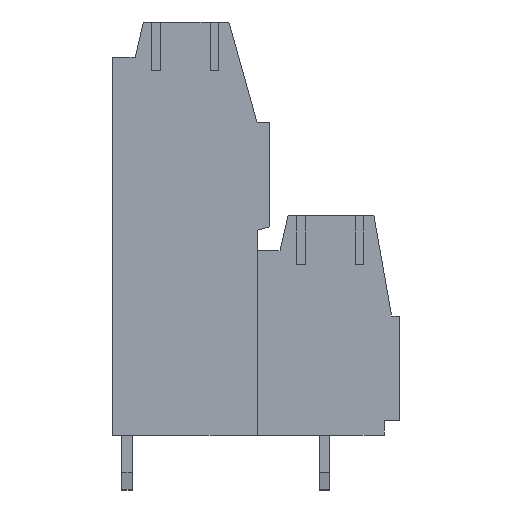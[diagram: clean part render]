
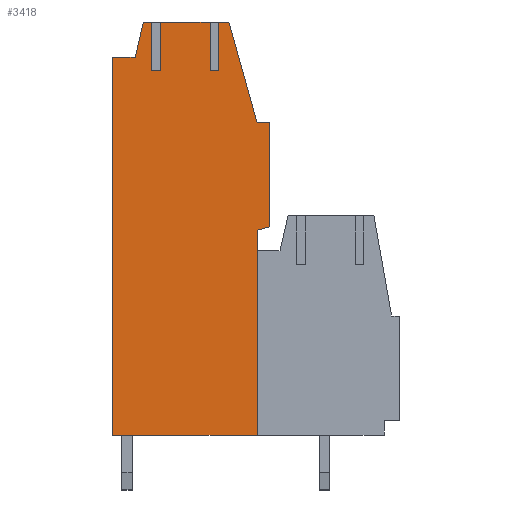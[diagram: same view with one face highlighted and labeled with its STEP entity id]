
A CAD part, left-side view. The second image highlights one B-rep face of the part: STEP entity #3418.
In plain terms, the highlighted planar face has unit normal (-1, 0, 0).
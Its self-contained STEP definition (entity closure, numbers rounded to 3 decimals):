
#3286=AXIS2_PLACEMENT_3D('Plane Axis2P3D',#3283,#3284,#3285) ;
#2426=CARTESIAN_POINT('Vertex',(0.,8.3,3.2)) ;
#2429=CARTESIAN_POINT('Line Origine',(0.,12.525,3.2)) ;
#2433=CARTESIAN_POINT('Vertex',(0.,16.75,3.2)) ;
#3034=CARTESIAN_POINT('Vertex',(0.,8.3,15.15)) ;
#3037=CARTESIAN_POINT('Line Origine',(0.,8.3,9.175)) ;
#3283=CARTESIAN_POINT('Axis2P3D Location',(0.,0.,0.)) ;
#3288=CARTESIAN_POINT('Line Origine',(0.,12.5,27.3)) ;
#3292=CARTESIAN_POINT('Vertex',(0.,11.05,27.3)) ;
#3294=CARTESIAN_POINT('Vertex',(0.,13.95,27.3)) ;
#3297=CARTESIAN_POINT('Line Origine',(0.,13.95,25.875)) ;
#3301=CARTESIAN_POINT('Vertex',(0.,13.95,24.45)) ;
#3304=CARTESIAN_POINT('Line Origine',(0.,14.2,24.45)) ;
#3308=CARTESIAN_POINT('Vertex',(0.,14.45,24.45)) ;
#3311=CARTESIAN_POINT('Line Origine',(0.,14.45,25.875)) ;
#3315=CARTESIAN_POINT('Vertex',(0.,14.45,27.3)) ;
#3318=CARTESIAN_POINT('Line Origine',(0.,14.7,27.3)) ;
#3322=CARTESIAN_POINT('Vertex',(0.,14.95,27.3)) ;
#3325=CARTESIAN_POINT('Line Origine',(0.,15.188,26.275)) ;
#3329=CARTESIAN_POINT('Vertex',(0.,15.425,25.25)) ;
#3332=CARTESIAN_POINT('Line Origine',(0.,16.088,25.25)) ;
#3336=CARTESIAN_POINT('Vertex',(0.,16.75,25.25)) ;
#3339=CARTESIAN_POINT('Line Origine',(0.,16.75,14.225)) ;
#3344=CARTESIAN_POINT('Line Origine',(0.,7.95,15.25)) ;
#3348=CARTESIAN_POINT('Vertex',(0.,7.6,15.35)) ;
#3351=CARTESIAN_POINT('Line Origine',(0.,7.6,18.4)) ;
#3355=CARTESIAN_POINT('Vertex',(0.,7.6,21.45)) ;
#3358=CARTESIAN_POINT('Line Origine',(0.,7.956,21.45)) ;
#3362=CARTESIAN_POINT('Vertex',(0.,8.311,21.45)) ;
#3365=CARTESIAN_POINT('Line Origine',(0.,9.131,24.375)) ;
#3369=CARTESIAN_POINT('Vertex',(0.,9.95,27.3)) ;
#3372=CARTESIAN_POINT('Line Origine',(0.,10.25,27.3)) ;
#3376=CARTESIAN_POINT('Vertex',(0.,10.55,27.3)) ;
#3379=CARTESIAN_POINT('Line Origine',(0.,10.55,25.875)) ;
#3383=CARTESIAN_POINT('Vertex',(0.,10.55,24.45)) ;
#3386=CARTESIAN_POINT('Line Origine',(0.,10.8,24.45)) ;
#3390=CARTESIAN_POINT('Vertex',(0.,11.05,24.45)) ;
#3393=CARTESIAN_POINT('Line Origine',(0.,11.05,25.875)) ;
#2430=DIRECTION('Vector Direction',(0.,1.,0.)) ;
#3038=DIRECTION('Vector Direction',(0.,0.,1.)) ;
#3284=DIRECTION('Axis2P3D Direction',(-1.,0.,0.)) ;
#3285=DIRECTION('Axis2P3D XDirection',(0.,0.,1.)) ;
#3289=DIRECTION('Vector Direction',(0.,-1.,0.)) ;
#3298=DIRECTION('Vector Direction',(0.,0.,1.)) ;
#3305=DIRECTION('Vector Direction',(0.,1.,0.)) ;
#3312=DIRECTION('Vector Direction',(0.,0.,1.)) ;
#3319=DIRECTION('Vector Direction',(0.,-1.,0.)) ;
#3326=DIRECTION('Vector Direction',(0.,-0.226,0.974)) ;
#3333=DIRECTION('Vector Direction',(0.,-1.,0.)) ;
#3340=DIRECTION('Vector Direction',(0.,0.,1.)) ;
#3345=DIRECTION('Vector Direction',(0.,0.962,-0.275)) ;
#3352=DIRECTION('Vector Direction',(0.,0.,-1.)) ;
#3359=DIRECTION('Vector Direction',(0.,-1.,0.)) ;
#3366=DIRECTION('Vector Direction',(0.,-0.27,-0.963)) ;
#3373=DIRECTION('Vector Direction',(0.,-1.,0.)) ;
#3380=DIRECTION('Vector Direction',(0.,0.,1.)) ;
#3387=DIRECTION('Vector Direction',(0.,1.,0.)) ;
#3394=DIRECTION('Vector Direction',(0.,0.,1.)) ;
#2431=VECTOR('Line Direction',#2430,1.) ;
#3039=VECTOR('Line Direction',#3038,1.) ;
#3290=VECTOR('Line Direction',#3289,1.) ;
#3299=VECTOR('Line Direction',#3298,1.) ;
#3306=VECTOR('Line Direction',#3305,1.) ;
#3313=VECTOR('Line Direction',#3312,1.) ;
#3320=VECTOR('Line Direction',#3319,1.) ;
#3327=VECTOR('Line Direction',#3326,1.) ;
#3334=VECTOR('Line Direction',#3333,1.) ;
#3341=VECTOR('Line Direction',#3340,1.) ;
#3346=VECTOR('Line Direction',#3345,1.) ;
#3353=VECTOR('Line Direction',#3352,1.) ;
#3360=VECTOR('Line Direction',#3359,1.) ;
#3367=VECTOR('Line Direction',#3366,1.) ;
#3374=VECTOR('Line Direction',#3373,1.) ;
#3381=VECTOR('Line Direction',#3380,1.) ;
#3388=VECTOR('Line Direction',#3387,1.) ;
#3395=VECTOR('Line Direction',#3394,1.) ;
#3399=ORIENTED_EDGE('',*,*,#3296,.T.) ;
#3400=ORIENTED_EDGE('',*,*,#3303,.F.) ;
#3401=ORIENTED_EDGE('',*,*,#3310,.F.) ;
#3402=ORIENTED_EDGE('',*,*,#3317,.T.) ;
#3403=ORIENTED_EDGE('',*,*,#3324,.T.) ;
#3404=ORIENTED_EDGE('',*,*,#3331,.T.) ;
#3405=ORIENTED_EDGE('',*,*,#3338,.T.) ;
#3406=ORIENTED_EDGE('',*,*,#3343,.T.) ;
#3407=ORIENTED_EDGE('',*,*,#2435,.T.) ;
#3408=ORIENTED_EDGE('',*,*,#3041,.F.) ;
#3409=ORIENTED_EDGE('',*,*,#3350,.T.) ;
#3410=ORIENTED_EDGE('',*,*,#3357,.T.) ;
#3411=ORIENTED_EDGE('',*,*,#3364,.T.) ;
#3412=ORIENTED_EDGE('',*,*,#3371,.T.) ;
#3413=ORIENTED_EDGE('',*,*,#3378,.T.) ;
#3414=ORIENTED_EDGE('',*,*,#3385,.F.) ;
#3415=ORIENTED_EDGE('',*,*,#3392,.F.) ;
#3416=ORIENTED_EDGE('',*,*,#3397,.T.) ;
#3418=ADVANCED_FACE('_LM2N 3.5/24/90 3.2 OR 1703800000',(#3417),#3287,.T.) ;
#2435=EDGE_CURVE('',#2434,#2427,#2432,.F.) ;
#3041=EDGE_CURVE('',#3035,#2427,#3040,.F.) ;
#3296=EDGE_CURVE('',#3293,#3295,#3291,.F.) ;
#3303=EDGE_CURVE('',#3302,#3295,#3300,.T.) ;
#3310=EDGE_CURVE('',#3309,#3302,#3307,.F.) ;
#3317=EDGE_CURVE('',#3309,#3316,#3314,.T.) ;
#3324=EDGE_CURVE('',#3316,#3323,#3321,.F.) ;
#3331=EDGE_CURVE('',#3323,#3330,#3328,.F.) ;
#3338=EDGE_CURVE('',#3330,#3337,#3335,.F.) ;
#3343=EDGE_CURVE('',#3337,#2434,#3342,.F.) ;
#3350=EDGE_CURVE('',#3035,#3349,#3347,.F.) ;
#3357=EDGE_CURVE('',#3349,#3356,#3354,.F.) ;
#3364=EDGE_CURVE('',#3356,#3363,#3361,.F.) ;
#3371=EDGE_CURVE('',#3363,#3370,#3368,.F.) ;
#3378=EDGE_CURVE('',#3370,#3377,#3375,.F.) ;
#3385=EDGE_CURVE('',#3384,#3377,#3382,.T.) ;
#3392=EDGE_CURVE('',#3391,#3384,#3389,.F.) ;
#3397=EDGE_CURVE('',#3391,#3293,#3396,.T.) ;
#3398=EDGE_LOOP('',(#3399,#3400,#3401,#3402,#3403,#3404,#3405,#3406,#3407,#3408,#3409,#3410,#3411,#3412,#3413,#3414,#3415,#3416)) ;
#3417=FACE_OUTER_BOUND('',#3398,.T.) ;
#2432=LINE('Line',#2429,#2431) ;
#3040=LINE('Line',#3037,#3039) ;
#3291=LINE('Line',#3288,#3290) ;
#3300=LINE('Line',#3297,#3299) ;
#3307=LINE('Line',#3304,#3306) ;
#3314=LINE('Line',#3311,#3313) ;
#3321=LINE('Line',#3318,#3320) ;
#3328=LINE('Line',#3325,#3327) ;
#3335=LINE('Line',#3332,#3334) ;
#3342=LINE('Line',#3339,#3341) ;
#3347=LINE('Line',#3344,#3346) ;
#3354=LINE('Line',#3351,#3353) ;
#3361=LINE('Line',#3358,#3360) ;
#3368=LINE('Line',#3365,#3367) ;
#3375=LINE('Line',#3372,#3374) ;
#3382=LINE('Line',#3379,#3381) ;
#3389=LINE('Line',#3386,#3388) ;
#3396=LINE('Line',#3393,#3395) ;
#3287=PLANE('',#3286) ;
#2427=VERTEX_POINT('',#2426) ;
#2434=VERTEX_POINT('',#2433) ;
#3035=VERTEX_POINT('',#3034) ;
#3293=VERTEX_POINT('',#3292) ;
#3295=VERTEX_POINT('',#3294) ;
#3302=VERTEX_POINT('',#3301) ;
#3309=VERTEX_POINT('',#3308) ;
#3316=VERTEX_POINT('',#3315) ;
#3323=VERTEX_POINT('',#3322) ;
#3330=VERTEX_POINT('',#3329) ;
#3337=VERTEX_POINT('',#3336) ;
#3349=VERTEX_POINT('',#3348) ;
#3356=VERTEX_POINT('',#3355) ;
#3363=VERTEX_POINT('',#3362) ;
#3370=VERTEX_POINT('',#3369) ;
#3377=VERTEX_POINT('',#3376) ;
#3384=VERTEX_POINT('',#3383) ;
#3391=VERTEX_POINT('',#3390) ;
